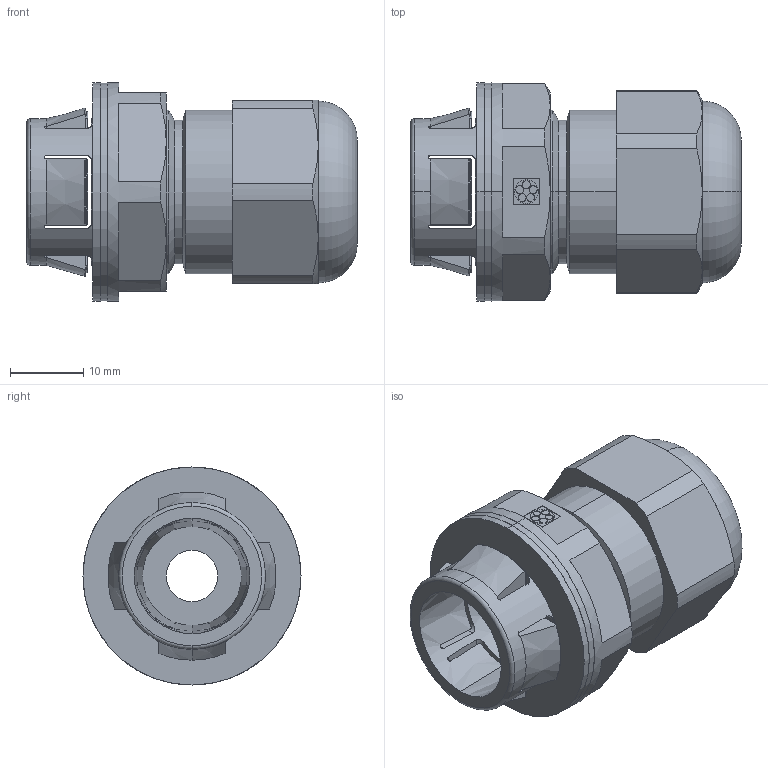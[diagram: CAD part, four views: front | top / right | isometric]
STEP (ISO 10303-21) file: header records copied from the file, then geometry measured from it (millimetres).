
FILE_DESCRIPTION (( 'STEP AP203' ), '1' );
FILE_NAME ('SKINTOP CLICK 20 Art_ Nr_ 53112687(F=7,S=1)_Kunststoff.STEP', '2018-05-31T02:51:03', ( 'default' ), ( '' ), 'SwSTEP 2.0', 'SolidWorks 2017', '' );
FILE_SCHEMA (( 'CONFIG_CONTROL_DESIGN' ));
Length unit declared in the file: inch
Products named in the file (1): SKINTOP CLICK 20       Art_ Nr_ 53112687(F=7,S=1)_Kunststoff
Bounding box: 45 x 29.7 x 29.7 mm (x, y, z)
Volume: 14358.3 mm3; surface area: 7555 mm2
Topology: 1 solids, 1 shells, 191 faces, 512 edges, 329 vertices
Faces by surface type: cylinder 78, plane 72, cone 25, torus 16
Entity records: 6610 total; most frequent: CARTESIAN_POINT 1809, ORIENTED_EDGE 1024, DIRECTION 961, EDGE_CURVE 512, AXIS2_PLACEMENT_3D 377, VERTEX_POINT 329, VECTOR 207, LINE 207
